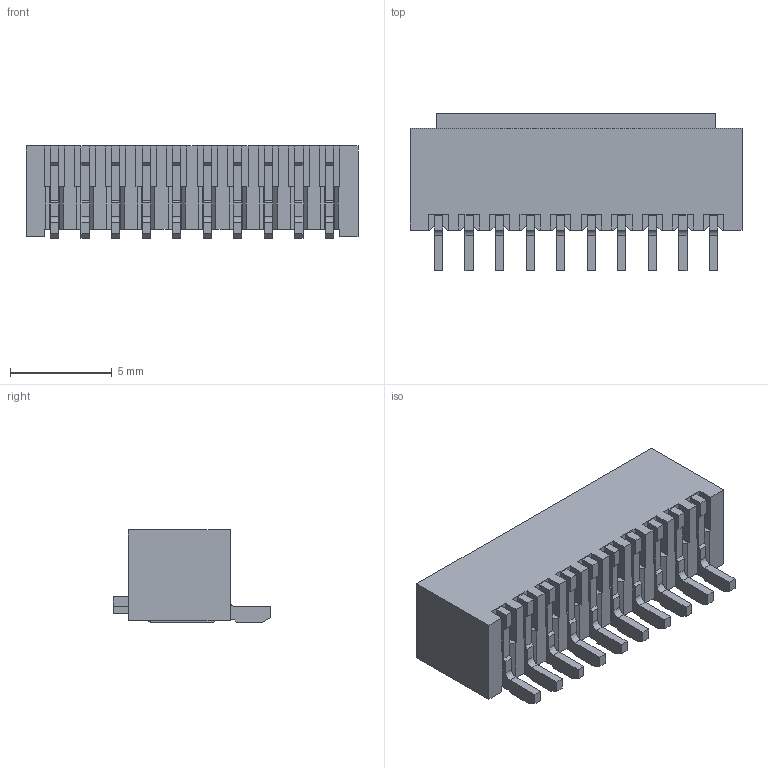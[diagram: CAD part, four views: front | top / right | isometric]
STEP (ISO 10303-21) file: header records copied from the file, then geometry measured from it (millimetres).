
FILE_DESCRIPTION(('FreeCAD Model'),'2;1');
FILE_NAME('K_PicoSPOX-10.step','2016-08-08T17:11:32',('Author'),(''), 'Open CASCADE STEP processor 6.8','FreeCAD','Unknown');
FILE_SCHEMA(('AUTOMOTIVE_DESIGN_CC2 { 1 2 10303 214 -1 1 5 4 }'));
Length unit declared in the file: millimetre
Products named in the file (2): ASSEMBLY; K_PicoSPOX-10
Assembly tree (1 placements, depth 2):
  ASSEMBLY
    K_PicoSPOX-10
Bounding box: 16.3 x 7.75 x 4.52 mm (x, y, z)
Volume: 189.6 mm3; surface area: 730.1 mm2
Topology: 1 solids, 1 shells, 505 faces, 1503 edges, 1000 vertices
Faces by surface type: plane 485, cylinder 20
Entity records: 41574 total; most frequent: CARTESIAN_POINT 8056, DIRECTION 5463, LINE 4349, VECTOR 4349, ORIENTED_EDGE 3006, PCURVE 3006, DEFINITIONAL_REPRESENTATION 3006, EDGE_CURVE 1503
